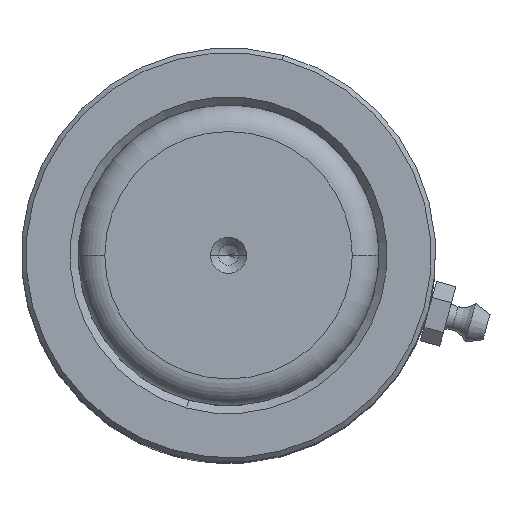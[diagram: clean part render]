
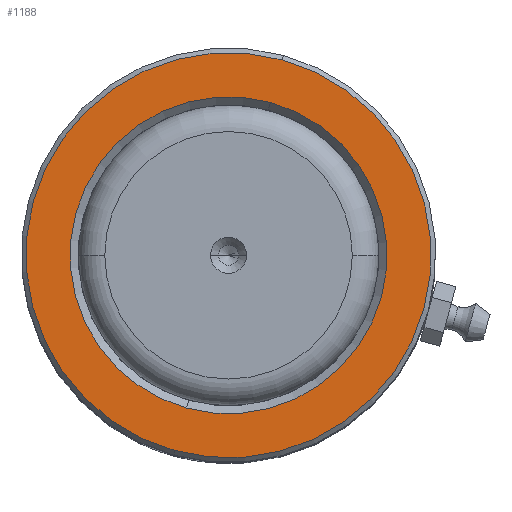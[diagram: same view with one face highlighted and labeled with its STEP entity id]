
A CAD part, top view. The second image highlights one B-rep face of the part: STEP entity #1188.
In plain terms, the highlighted planar face has unit normal (0, 0, 1).
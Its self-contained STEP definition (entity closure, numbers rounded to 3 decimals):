
#115 = ORIENTED_EDGE ( 'NONE', *, *, #7054, .T. ) ;
#747 = CARTESIAN_POINT ( 'NONE',  ( 0., 0., 100. ) ) ;
#1173 = ORIENTED_EDGE ( 'NONE', *, *, #8599, .T. ) ;
#1188 = ADVANCED_FACE ( 'NONE', ( #4908, #8522 ), #8413, .T. ) ;
#1365 = CARTESIAN_POINT ( 'NONE',  ( 0., 0., 100. ) ) ;
#1628 = CARTESIAN_POINT ( 'NONE',  ( -30.3, 0., 100. ) ) ;
#1714 = AXIS2_PLACEMENT_3D ( 'NONE', #747, #4454, #2369 ) ;
#1976 = DIRECTION ( 'NONE',  ( 1., 0., 0. ) ) ;
#1990 = CIRCLE ( 'NONE', #7405, 23.7 ) ;
#2029 = CARTESIAN_POINT ( 'NONE',  ( 30.3, 0., 100. ) ) ;
#2369 = DIRECTION ( 'NONE',  ( 1., 0., 0. ) ) ;
#2533 = EDGE_CURVE ( 'NONE', #4065, #3853, #8057, .T. ) ;
#2816 = DIRECTION ( 'NONE',  ( 0., 0., -1. ) ) ;
#2820 = DIRECTION ( 'NONE',  ( 0., 0., 1. ) ) ;
#3201 = ORIENTED_EDGE ( 'NONE', *, *, #2533, .T. ) ;
#3505 = DIRECTION ( 'NONE',  ( 1., 0., 0. ) ) ;
#3540 = DIRECTION ( 'NONE',  ( 1., 0., 0. ) ) ;
#3853 = VERTEX_POINT ( 'NONE', #1628 ) ;
#4048 = AXIS2_PLACEMENT_3D ( 'NONE', #1365, #8981, #9057 ) ;
#4065 = VERTEX_POINT ( 'NONE', #2029 ) ;
#4139 = CARTESIAN_POINT ( 'NONE',  ( 0., 0., 100. ) ) ;
#4376 = EDGE_LOOP ( 'NONE', ( #1173, #115 ) ) ;
#4454 = DIRECTION ( 'NONE',  ( 0., 0., -1. ) ) ;
#4830 = CARTESIAN_POINT ( 'NONE',  ( -23.7, 0., 100. ) ) ;
#4866 = CARTESIAN_POINT ( 'NONE',  ( 0., 0., 100. ) ) ;
#4908 = FACE_OUTER_BOUND ( 'NONE', #5129, .T. ) ;
#5054 = AXIS2_PLACEMENT_3D ( 'NONE', #7006, #2820, #3540 ) ;
#5129 = EDGE_LOOP ( 'NONE', ( #6497, #3201 ) ) ;
#5815 = EDGE_CURVE ( 'NONE', #3853, #4065, #8359, .T. ) ;
#6129 = VERTEX_POINT ( 'NONE', #8252 ) ;
#6497 = ORIENTED_EDGE ( 'NONE', *, *, #5815, .T. ) ;
#6882 = VERTEX_POINT ( 'NONE', #4830 ) ;
#7006 = CARTESIAN_POINT ( 'NONE',  ( 0., 0., 100. ) ) ;
#7054 = EDGE_CURVE ( 'NONE', #6882, #6129, #7162, .T. ) ;
#7162 = CIRCLE ( 'NONE', #1714, 23.7 ) ;
#7405 = AXIS2_PLACEMENT_3D ( 'NONE', #4866, #2816, #1976 ) ;
#8057 = CIRCLE ( 'NONE', #8439, 30.3 ) ;
#8252 = CARTESIAN_POINT ( 'NONE',  ( 23.7, 0., 100. ) ) ;
#8359 = CIRCLE ( 'NONE', #5054, 30.3 ) ;
#8413 = PLANE ( 'NONE',  #4048 ) ;
#8439 = AXIS2_PLACEMENT_3D ( 'NONE', #4139, #9044, #3505 ) ;
#8522 = FACE_BOUND ( 'NONE', #4376, .T. ) ;
#8599 = EDGE_CURVE ( 'NONE', #6129, #6882, #1990, .T. ) ;
#8981 = DIRECTION ( 'NONE',  ( 0., 0., 1. ) ) ;
#9044 = DIRECTION ( 'NONE',  ( 0., 0., 1. ) ) ;
#9057 = DIRECTION ( 'NONE',  ( 1., 0., 0. ) ) ;
